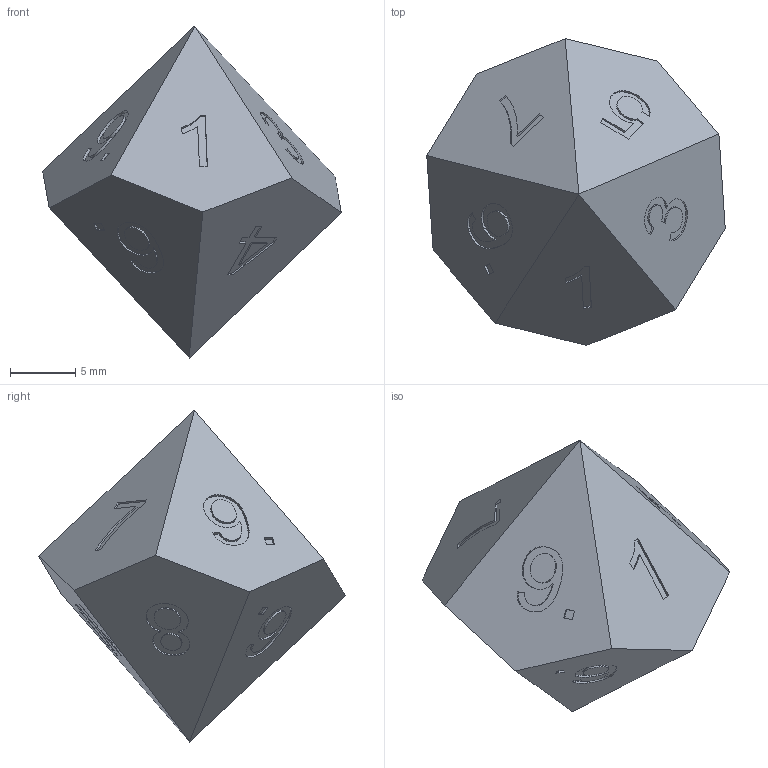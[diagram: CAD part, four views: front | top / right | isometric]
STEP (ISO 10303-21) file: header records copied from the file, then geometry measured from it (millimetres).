
FILE_DESCRIPTION(('HOOPS Exchange Step'),'2;1');
FILE_NAME('temp_export','2024-08-14T14:34:50+08:00',('sharma21'),('Shapr3D Limited'),'HOOPS Exchange 2024.2','Shapr3D','Authorized');
FILE_SCHEMA( ('AP242_MANAGED_MODEL_BASED_3D_ENGINEERING_MIM_LF {1 0 10303 442 1 1 4 }') );
Length unit declared in the file: millimetre
Products named in the file (1): root
Bounding box: 22.9 x 23.53 x 25.47 mm (x, y, z)
Volume: 3473.7 mm3; surface area: 1314.9 mm2
Topology: 1 solids, 1 shells, 141 faces, 356 edges, 236 vertices
Faces by surface type: plane 82, bspline 59
Entity records: 6016 total; most frequent: CARTESIAN_POINT 2990, ORIENTED_EDGE 712, DIRECTION 406, EDGE_CURVE 356, VECTOR 238, LINE 238, VERTEX_POINT 236, EDGE_LOOP 160
